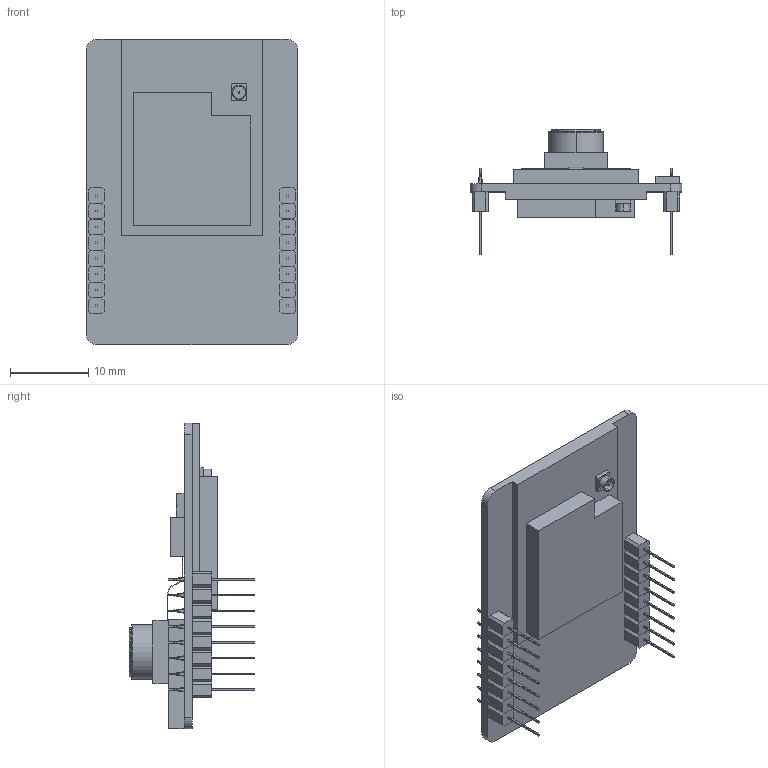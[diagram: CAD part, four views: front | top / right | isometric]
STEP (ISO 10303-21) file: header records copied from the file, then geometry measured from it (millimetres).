
FILE_DESCRIPTION (( 'STEP AP214' ), '1' );
FILE_NAME ('D7FAE845-F899-42DC-8252-99C3DBE80BEA.STEP', '2023-01-06T16:23:15', ( '' ), ( '' ), 'SwSTEP 2.0', 'SolidWorks 2022', '' );
FILE_SCHEMA (( 'AUTOMOTIVE_DESIGN' ));
Length unit declared in the file: millimetre
Products named in the file (1): D7FAE845-F899-42DC-8252-99C3DBE80BEA
Bounding box: 27 x 16 x 39 mm (x, y, z)
Volume: 2787.6 mm3; surface area: 3569.3 mm2
Topology: 1 solids, 1 shells, 657 faces, 1734 edges, 1150 vertices
Faces by surface type: plane 512, cylinder 88, bspline 51, torus 6
Entity records: 24694 total; most frequent: CARTESIAN_POINT 7401, ORIENTED_EDGE 3468, DIRECTION 2714, EDGE_CURVE 1734, VECTOR 1380, LINE 1380, VERTEX_POINT 1150, EDGE_LOOP 730
